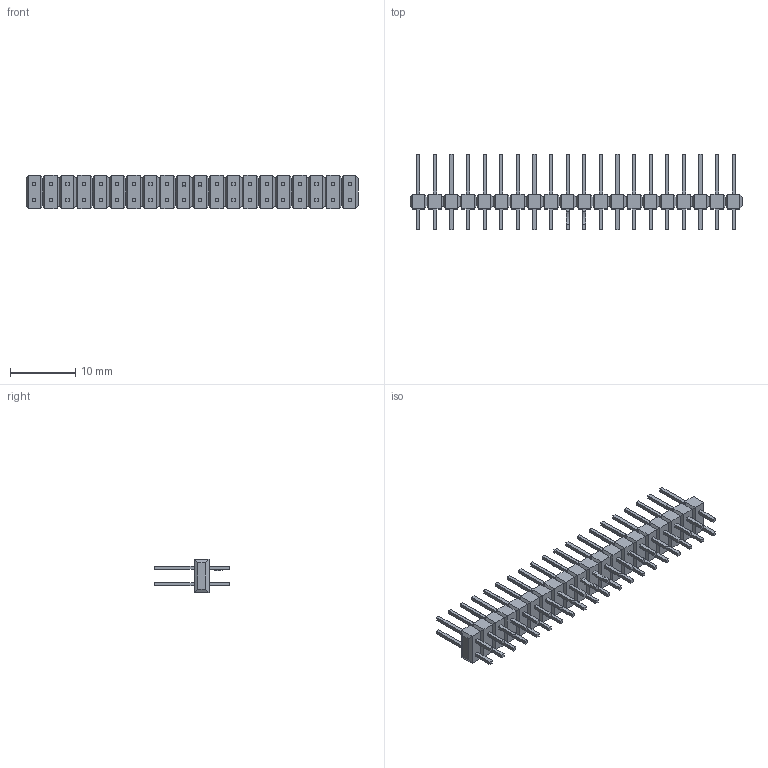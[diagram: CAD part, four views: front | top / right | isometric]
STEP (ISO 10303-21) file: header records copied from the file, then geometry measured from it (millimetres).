
FILE_DESCRIPTION((''),'2;1');
FILE_NAME('702871018','2009-09-18T',('pnb'),(''),'PRO/ENGINEER BY PARAMETRIC TECHNOLOGY CORPORATION, 2003451','PRO/ENGINEER BY PARAMETRIC TECHNOLOGY CORPORATION, 2003451','');
FILE_SCHEMA(('CONFIG_CONTROL_DESIGN'));
Length unit declared in the file: inch
Products named in the file (1): 702871018
Bounding box: 50.8 x 11.56 x 5.08 mm (x, y, z)
Volume: 639.3 mm3; surface area: 1642.7 mm2
Topology: 1 solids, 1 shells, 650 faces, 1548 edges, 980 vertices
Faces by surface type: plane 646, cylinder 4
Entity records: 18101 total; most frequent: CARTESIAN_POINT 3099, DIRECTION 2938, ORIENTED_EDGE 2936, EDGE_CURVE 1468, VECTOR 1460, LINE 1460, VERTEX_POINT 900, AXIS2_PLACEMENT_3D 739
